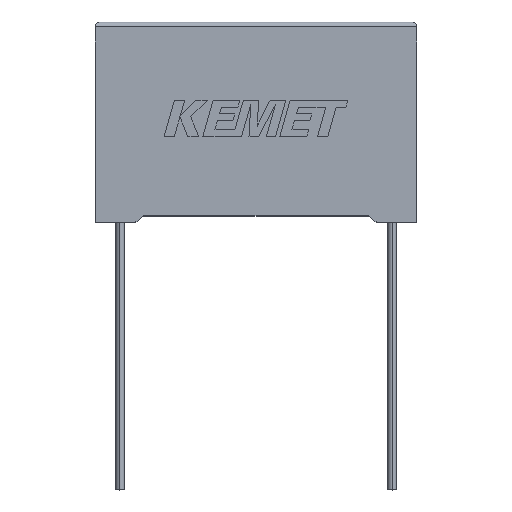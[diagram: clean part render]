
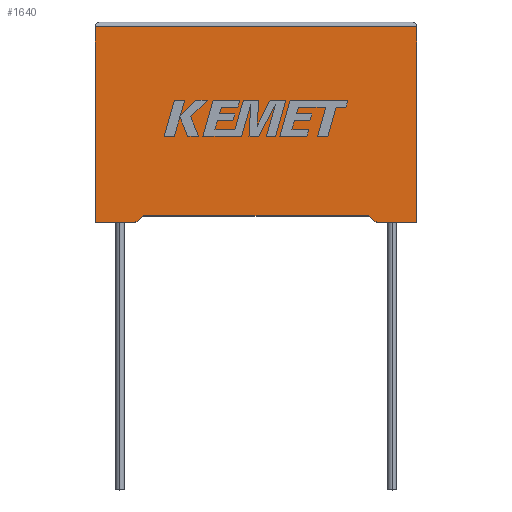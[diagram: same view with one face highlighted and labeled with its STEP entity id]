
A CAD part, top view. The second image highlights one B-rep face of the part: STEP entity #1640.
In plain terms, the highlighted planar face has unit normal (0, 0, 1).
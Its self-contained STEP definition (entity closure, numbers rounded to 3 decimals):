
#69 = AXIS2_PLACEMENT_3D ( 'NONE', #2832, #961, #2373 ) ;
#135 = DIRECTION ( 'NONE',  ( 0., 1., 0. ) ) ;
#165 = EDGE_CURVE ( 'NONE', #1649, #3013, #1651, .T. ) ;
#183 = CARTESIAN_POINT ( 'NONE',  ( 28.5, 0., 11.3 ) ) ;
#246 = LINE ( 'NONE', #1841, #2429 ) ;
#252 = CARTESIAN_POINT ( 'NONE',  ( 28.5, 0., 11.3 ) ) ;
#271 = CARTESIAN_POINT ( 'NONE',  ( 4., 0., 11.3 ) ) ;
#384 = DIRECTION ( 'NONE',  ( 1., 0., 0. ) ) ;
#386 = EDGE_CURVE ( 'NONE', #3013, #2879, #2300, .T. ) ;
#419 = LINE ( 'NONE', #1375, #2993 ) ;
#435 = CARTESIAN_POINT ( 'NONE',  ( 4., 0., 11.3 ) ) ;
#441 = LINE ( 'NONE', #2367, #561 ) ;
#561 = VECTOR ( 'NONE', #2536, 1000. ) ;
#592 = CARTESIAN_POINT ( 'NONE',  ( 32.5, 0., 11.3 ) ) ;
#769 = ORIENTED_EDGE ( 'NONE', *, *, #1792, .T. ) ;
#797 = EDGE_CURVE ( 'NONE', #1649, #1264, #246, .T. ) ;
#926 = EDGE_CURVE ( 'NONE', #2755, #1662, #2243, .T. ) ;
#961 = DIRECTION ( 'NONE',  ( 0., 0., -1. ) ) ;
#1072 = VERTEX_POINT ( 'NONE', #1636 ) ;
#1189 = DIRECTION ( 'NONE',  ( 0.79, -0.613, 0. ) ) ;
#1264 = VERTEX_POINT ( 'NONE', #1803 ) ;
#1274 = ORIENTED_EDGE ( 'NONE', *, *, #926, .T. ) ;
#1292 = VECTOR ( 'NONE', #384, 1000. ) ;
#1343 = EDGE_CURVE ( 'NONE', #2879, #1072, #2705, .T. ) ;
#1348 = VECTOR ( 'NONE', #135, 1000. ) ;
#1375 = CARTESIAN_POINT ( 'NONE',  ( 0., 19.8, 11.3 ) ) ;
#1443 = CARTESIAN_POINT ( 'NONE',  ( 0., 19.8, 11.3 ) ) ;
#1536 = ORIENTED_EDGE ( 'NONE', *, *, #2370, .F. ) ;
#1569 = CARTESIAN_POINT ( 'NONE',  ( 0., 0., 11.3 ) ) ;
#1616 = FACE_OUTER_BOUND ( 'NONE', #1799, .T. ) ;
#1636 = CARTESIAN_POINT ( 'NONE',  ( 32.5, 19.8, 11.3 ) ) ;
#1640 = ADVANCED_FACE ( 'NONE', ( #1616 ), #2559, .F. ) ;
#1649 = VERTEX_POINT ( 'NONE', #1677 ) ;
#1651 = LINE ( 'NONE', #252, #2532 ) ;
#1662 = VERTEX_POINT ( 'NONE', #271 ) ;
#1677 = CARTESIAN_POINT ( 'NONE',  ( 27.597, 0.7, 11.3 ) ) ;
#1705 = CARTESIAN_POINT ( 'NONE',  ( 32.5, 0., 11.3 ) ) ;
#1792 = EDGE_CURVE ( 'NONE', #2453, #2755, #441, .T. ) ;
#1799 = EDGE_LOOP ( 'NONE', ( #1971, #2566, #769, #1274, #1536, #2700, #1986, #3054 ) ) ;
#1803 = CARTESIAN_POINT ( 'NONE',  ( 4.903, 0.7, 11.3 ) ) ;
#1829 = EDGE_CURVE ( 'NONE', #1072, #2453, #419, .T. ) ;
#1830 = VECTOR ( 'NONE', #2814, 1000. ) ;
#1841 = CARTESIAN_POINT ( 'NONE',  ( 16.25, 0.7, 11.3 ) ) ;
#1869 = DIRECTION ( 'NONE',  ( -1., 0., 0. ) ) ;
#1971 = ORIENTED_EDGE ( 'NONE', *, *, #1343, .T. ) ;
#1986 = ORIENTED_EDGE ( 'NONE', *, *, #165, .T. ) ;
#2021 = LINE ( 'NONE', #435, #2241 ) ;
#2241 = VECTOR ( 'NONE', #2325, 1000. ) ;
#2243 = LINE ( 'NONE', #3012, #1830 ) ;
#2300 = LINE ( 'NONE', #1569, #1292 ) ;
#2325 = DIRECTION ( 'NONE',  ( -0.79, -0.613, 0. ) ) ;
#2367 = CARTESIAN_POINT ( 'NONE',  ( 0., 0., 11.3 ) ) ;
#2370 = EDGE_CURVE ( 'NONE', #1264, #1662, #2021, .T. ) ;
#2373 = DIRECTION ( 'NONE',  ( -1., 0., 0. ) ) ;
#2391 = DIRECTION ( 'NONE',  ( -1., 0., 0. ) ) ;
#2429 = VECTOR ( 'NONE', #2391, 1000. ) ;
#2453 = VERTEX_POINT ( 'NONE', #1443 ) ;
#2532 = VECTOR ( 'NONE', #1189, 1000. ) ;
#2536 = DIRECTION ( 'NONE',  ( 0., -1., 0. ) ) ;
#2559 = PLANE ( 'NONE',  #69 ) ;
#2566 = ORIENTED_EDGE ( 'NONE', *, *, #1829, .T. ) ;
#2584 = CARTESIAN_POINT ( 'NONE',  ( 0., 0., 11.3 ) ) ;
#2700 = ORIENTED_EDGE ( 'NONE', *, *, #797, .F. ) ;
#2705 = LINE ( 'NONE', #592, #1348 ) ;
#2755 = VERTEX_POINT ( 'NONE', #2584 ) ;
#2814 = DIRECTION ( 'NONE',  ( 1., 0., 0. ) ) ;
#2832 = CARTESIAN_POINT ( 'NONE',  ( 0., 0., 11.3 ) ) ;
#2879 = VERTEX_POINT ( 'NONE', #1705 ) ;
#2993 = VECTOR ( 'NONE', #1869, 1000. ) ;
#3012 = CARTESIAN_POINT ( 'NONE',  ( 0., 0., 11.3 ) ) ;
#3013 = VERTEX_POINT ( 'NONE', #183 ) ;
#3054 = ORIENTED_EDGE ( 'NONE', *, *, #386, .T. ) ;
